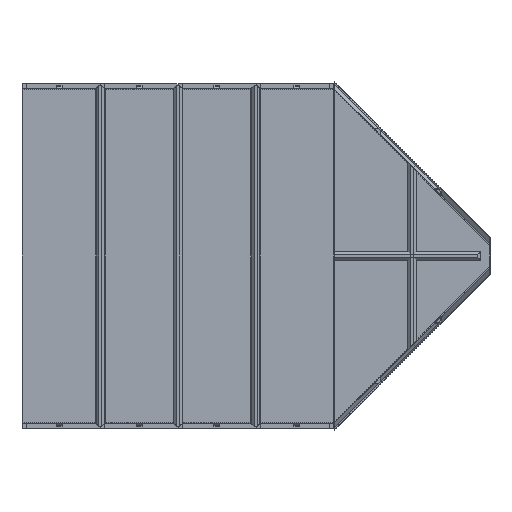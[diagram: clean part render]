
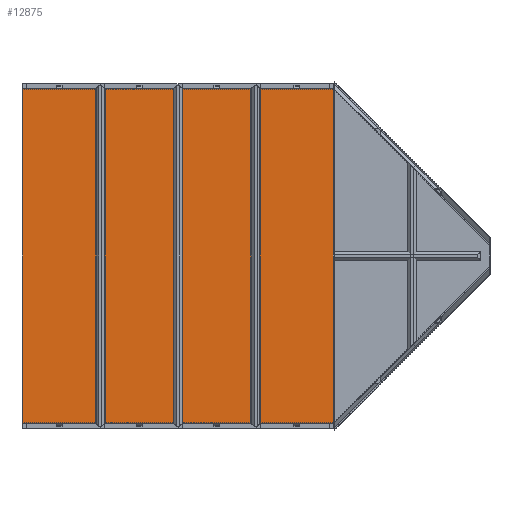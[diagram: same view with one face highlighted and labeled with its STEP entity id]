
A CAD part, front view. The second image highlights one B-rep face of the part: STEP entity #12875.
In plain terms, the highlighted planar face has unit normal (0, -1, 0).
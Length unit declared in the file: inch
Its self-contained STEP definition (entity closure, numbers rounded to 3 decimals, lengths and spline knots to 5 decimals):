
#22 = CARTESIAN_POINT ( 'NONE',  ( 0., -0.25, 57.85 ) ) ;
#173 = LINE ( 'NONE', #16472, #20922 ) ;
#319 = ORIENTED_EDGE ( 'NONE', *, *, #13119, .F. ) ;
#421 = VECTOR ( 'NONE', #5002, 39.37008 ) ;
#666 = DIRECTION ( 'NONE',  ( 0., 0., -1. ) ) ;
#670 = CARTESIAN_POINT ( 'NONE',  ( 0., -0.25, -57.85 ) ) ;
#1824 = DIRECTION ( 'NONE',  ( 0., 0., -1. ) ) ;
#1957 = DIRECTION ( 'NONE',  ( 0., 0., 1. ) ) ;
#2769 = PLANE ( 'NONE',  #16974 ) ;
#4112 = CARTESIAN_POINT ( 'NONE',  ( -53.75, -0.25, -57.85 ) ) ;
#4808 = CARTESIAN_POINT ( 'NONE',  ( 0., -0.25, 0. ) ) ;
#5002 = DIRECTION ( 'NONE',  ( 1., 0., 0. ) ) ;
#5433 = CARTESIAN_POINT ( 'NONE',  ( 53.75, -0.25, 0. ) ) ;
#6488 = EDGE_CURVE ( 'NONE', #9807, #19823, #10602, .T. ) ;
#7962 = DIRECTION ( 'NONE',  ( 0., -1., 0. ) ) ;
#8727 = VECTOR ( 'NONE', #666, 39.37008 ) ;
#9596 = ORIENTED_EDGE ( 'NONE', *, *, #6488, .F. ) ;
#9807 = VERTEX_POINT ( 'NONE', #14768 ) ;
#9861 = EDGE_CURVE ( 'NONE', #19166, #11950, #173, .T. ) ;
#10039 = ORIENTED_EDGE ( 'NONE', *, *, #13232, .F. ) ;
#10403 = DIRECTION ( 'NONE',  ( -1., 0., 0. ) ) ;
#10602 = LINE ( 'NONE', #5433, #8727 ) ;
#11535 = ORIENTED_EDGE ( 'NONE', *, *, #9861, .F. ) ;
#11950 = VERTEX_POINT ( 'NONE', #18986 ) ;
#12875 = ADVANCED_FACE ( 'NONE', ( #17278 ), #2769, .T. ) ;
#13119 = EDGE_CURVE ( 'NONE', #19823, #19166, #15152, .T. ) ;
#13232 = EDGE_CURVE ( 'NONE', #11950, #9807, #17688, .T. ) ;
#13563 = CARTESIAN_POINT ( 'NONE',  ( 53.75, -0.25, -57.85 ) ) ;
#14768 = CARTESIAN_POINT ( 'NONE',  ( 53.75, -0.25, 57.85 ) ) ;
#15152 = LINE ( 'NONE', #670, #16290 ) ;
#16290 = VECTOR ( 'NONE', #10403, 39.37008 ) ;
#16472 = CARTESIAN_POINT ( 'NONE',  ( -53.75, -0.25, 0. ) ) ;
#16974 = AXIS2_PLACEMENT_3D ( 'NONE', #4808, #7962, #1824 ) ;
#17278 = FACE_OUTER_BOUND ( 'NONE', #18126, .T. ) ;
#17688 = LINE ( 'NONE', #22, #421 ) ;
#18126 = EDGE_LOOP ( 'NONE', ( #9596, #10039, #11535, #319 ) ) ;
#18986 = CARTESIAN_POINT ( 'NONE',  ( -53.75, -0.25, 57.85 ) ) ;
#19166 = VERTEX_POINT ( 'NONE', #4112 ) ;
#19823 = VERTEX_POINT ( 'NONE', #13563 ) ;
#20922 = VECTOR ( 'NONE', #1957, 39.37008 ) ;
